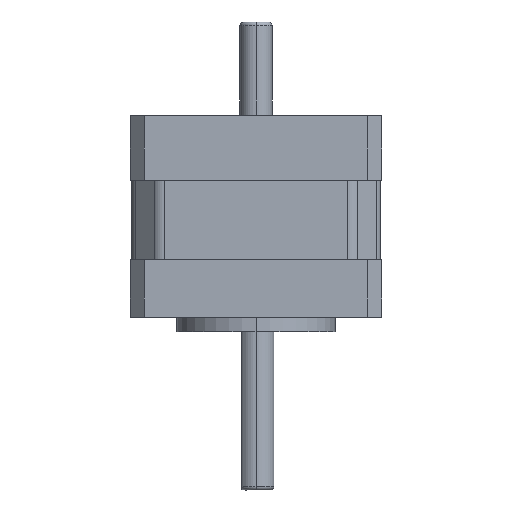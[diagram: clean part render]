
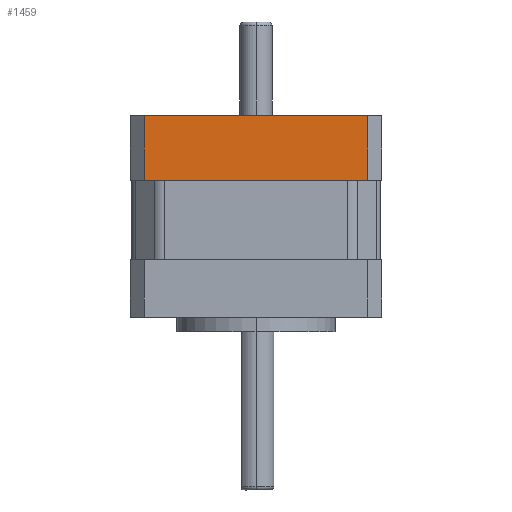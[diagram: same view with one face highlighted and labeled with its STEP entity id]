
A CAD part, left-side view. The second image highlights one B-rep face of the part: STEP entity #1459.
In plain terms, the highlighted planar face has unit normal (-1, 0, 0).
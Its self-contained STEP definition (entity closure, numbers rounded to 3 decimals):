
#572 = CARTESIAN_POINT ( 'NONE',  ( -17.5, 15.5, 28. ) ) ;
#601 = ORIENTED_EDGE ( 'NONE', *, *, #6220, .F. ) ;
#690 = EDGE_CURVE ( 'NONE', #5012, #4416, #2805, .T. ) ;
#867 = EDGE_CURVE ( 'NONE', #1904, #2330, #2695, .T. ) ;
#882 = PLANE ( 'NONE',  #5234 ) ;
#914 = DIRECTION ( 'NONE',  ( 1., 0., 0. ) ) ;
#1165 = DIRECTION ( 'NONE',  ( 0., 0., 1. ) ) ;
#1339 = EDGE_CURVE ( 'NONE', #5012, #1904, #3378, .T. ) ;
#1459 = ADVANCED_FACE ( 'NONE', ( #3558 ), #882, .F. ) ;
#1549 = CARTESIAN_POINT ( 'NONE',  ( -17.5, -15.5, 19. ) ) ;
#1904 = VERTEX_POINT ( 'NONE', #2517 ) ;
#2114 = DIRECTION ( 'NONE',  ( 0., 0., 1. ) ) ;
#2330 = VERTEX_POINT ( 'NONE', #5767 ) ;
#2517 = CARTESIAN_POINT ( 'NONE',  ( -17.5, 15.5, 19. ) ) ;
#2695 = LINE ( 'NONE', #572, #3489 ) ;
#2805 = LINE ( 'NONE', #3196, #3044 ) ;
#2925 = LINE ( 'NONE', #6590, #3650 ) ;
#3002 = CARTESIAN_POINT ( 'NONE',  ( -17.5, 17.5, 28. ) ) ;
#3044 = VECTOR ( 'NONE', #1165, 1000. ) ;
#3056 = VECTOR ( 'NONE', #3343, 1000. ) ;
#3196 = CARTESIAN_POINT ( 'NONE',  ( -17.5, -15.5, 28. ) ) ;
#3343 = DIRECTION ( 'NONE',  ( 0., 1., 0. ) ) ;
#3378 = LINE ( 'NONE', #6519, #3056 ) ;
#3489 = VECTOR ( 'NONE', #2114, 1000. ) ;
#3558 = FACE_OUTER_BOUND ( 'NONE', #5253, .T. ) ;
#3650 = VECTOR ( 'NONE', #4947, 1000. ) ;
#3744 = ORIENTED_EDGE ( 'NONE', *, *, #690, .T. ) ;
#3953 = DIRECTION ( 'NONE',  ( 0., 1., 0. ) ) ;
#4416 = VERTEX_POINT ( 'NONE', #6081 ) ;
#4947 = DIRECTION ( 'NONE',  ( 0., -1., 0. ) ) ;
#5012 = VERTEX_POINT ( 'NONE', #1549 ) ;
#5234 = AXIS2_PLACEMENT_3D ( 'NONE', #3002, #914, #3953 ) ;
#5253 = EDGE_LOOP ( 'NONE', ( #3744, #601, #5460, #6473 ) ) ;
#5460 = ORIENTED_EDGE ( 'NONE', *, *, #867, .F. ) ;
#5767 = CARTESIAN_POINT ( 'NONE',  ( -17.5, 15.5, 28. ) ) ;
#6081 = CARTESIAN_POINT ( 'NONE',  ( -17.5, -15.5, 28. ) ) ;
#6220 = EDGE_CURVE ( 'NONE', #2330, #4416, #2925, .T. ) ;
#6473 = ORIENTED_EDGE ( 'NONE', *, *, #1339, .F. ) ;
#6519 = CARTESIAN_POINT ( 'NONE',  ( -17.5, 17.5, 19. ) ) ;
#6590 = CARTESIAN_POINT ( 'NONE',  ( -17.5, 0., 28. ) ) ;
